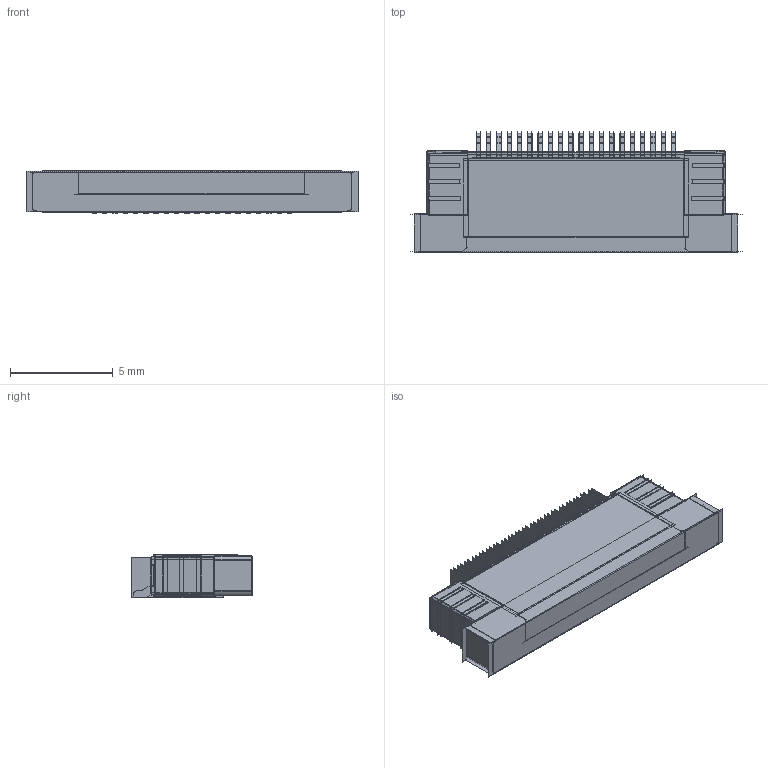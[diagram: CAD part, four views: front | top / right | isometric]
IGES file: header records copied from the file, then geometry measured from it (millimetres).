
Start section:  PTC IGES file: ffc05001-20sba.igs
Global section: file name: ffc05001-20sba.igs; native system: Creo Elements/Pro by Parametric Technology Corporation; preprocessor: 2010370; organization: Unknown; date: 20180503.113223; units: millimetre
Bounding box: 16.17 x 5.88 x 2.13 mm (x, y, z)
Surface area: 2444.3 mm2 (no closed solid volume)
Topology: 0 solids, 0 shells, 2778 faces, 42930 edges, 56172 vertices
Faces by surface type: bspline 1602, revolution 1176
